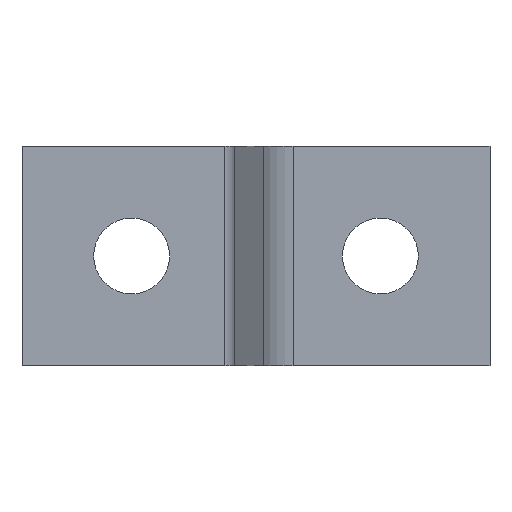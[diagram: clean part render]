
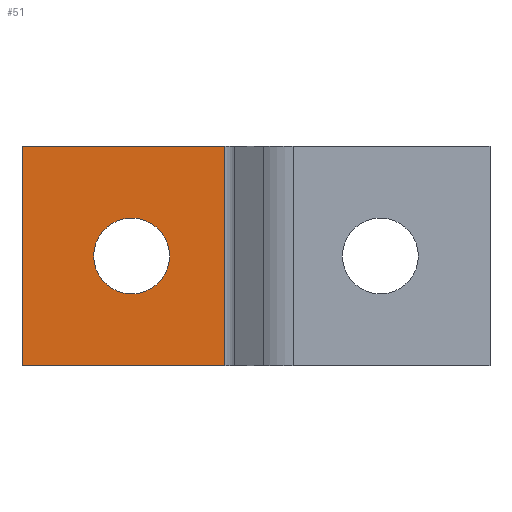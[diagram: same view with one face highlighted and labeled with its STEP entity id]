
A CAD part, front view. The second image highlights one B-rep face of the part: STEP entity #51.
In plain terms, the highlighted planar face has unit normal (0, -1, 0).
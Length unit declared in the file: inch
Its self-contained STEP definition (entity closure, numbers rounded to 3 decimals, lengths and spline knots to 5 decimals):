
#51=ADVANCED_FACE('',(#109,#110),#111,.T.);
#109=FACE_BOUND('',#174,.T.);
#110=FACE_OUTER_BOUND('',#175,.T.);
#111=PLANE('',#176);
#174=EDGE_LOOP('',(#250,#251));
#175=EDGE_LOOP('',(#252,#253,#254,#255));
#176=AXIS2_PLACEMENT_3D('',#256,#257,#258);
#250=ORIENTED_EDGE('',*,*,#410,.T.);
#251=ORIENTED_EDGE('',*,*,#411,.T.);
#252=ORIENTED_EDGE('',*,*,#412,.T.);
#253=ORIENTED_EDGE('',*,*,#395,.F.);
#254=ORIENTED_EDGE('',*,*,#413,.T.);
#255=ORIENTED_EDGE('',*,*,#398,.T.);
#256=CARTESIAN_POINT('',(-1.90472,0.25,0.0));
#257=DIRECTION('',(-0.0,-1.0,-0.0));
#258=DIRECTION('',(-1.0,0.0,0.0));
#395=EDGE_CURVE('',#464,#459,#466,.T.);
#398=EDGE_CURVE('',#471,#469,#472,.T.);
#410=EDGE_CURVE('',#491,#492,#493,.T.);
#411=EDGE_CURVE('',#492,#491,#494,.T.);
#412=EDGE_CURVE('',#469,#459,#495,.T.);
#413=EDGE_CURVE('',#464,#471,#496,.T.);
#459=VERTEX_POINT('',#558);
#464=VERTEX_POINT('',#564);
#466=LINE('',#566,#567);
#469=VERTEX_POINT('',#570);
#471=VERTEX_POINT('',#573);
#472=LINE('',#574,#575);
#491=VERTEX_POINT('',#600);
#492=VERTEX_POINT('',#601);
#493=CIRCLE('',#602,0.28125);
#494=CIRCLE('',#603,0.28125);
#495=LINE('',#604,#605);
#496=LINE('',#606,#607);
#558=CARTESIAN_POINT('',(-1.15319,0.25,-1.625));
#564=CARTESIAN_POINT('',(-1.15319,0.25,0.0));
#566=CARTESIAN_POINT('',(-1.15319,0.25,0.0));
#567=VECTOR('',#695,1.0);
#570=CARTESIAN_POINT('',(-2.65625,0.25,-1.625));
#573=CARTESIAN_POINT('',(-2.65625,0.25,0.0));
#574=CARTESIAN_POINT('',(-2.65625,0.25,0.0));
#575=VECTOR('',#697,1.0);
#600=CARTESIAN_POINT('',(-1.84375,0.25,-1.09375));
#601=CARTESIAN_POINT('',(-1.84375,0.25,-0.53125));
#602=AXIS2_PLACEMENT_3D('',#710,#711,#712);
#603=AXIS2_PLACEMENT_3D('',#713,#714,#715);
#604=CARTESIAN_POINT('',(-1.15319,0.25,-1.625));
#605=VECTOR('',#716,1.0);
#606=CARTESIAN_POINT('',(-1.15319,0.25,0.0));
#607=VECTOR('',#717,1.0);
#695=DIRECTION('',(0.0,0.0,-1.0));
#697=DIRECTION('',(0.0,0.0,-1.0));
#710=CARTESIAN_POINT('',(-1.84375,0.25,-0.8125));
#711=DIRECTION('',(-0.0,1.0,0.0));
#712=DIRECTION('',(0.,0.0,1.0));
#713=CARTESIAN_POINT('',(-1.84375,0.25,-0.8125));
#714=DIRECTION('',(-0.0,1.0,0.0));
#715=DIRECTION('',(0.,0.0,1.0));
#716=DIRECTION('',(1.0,0.0,0.0));
#717=DIRECTION('',(-1.0,0.0,0.0));
